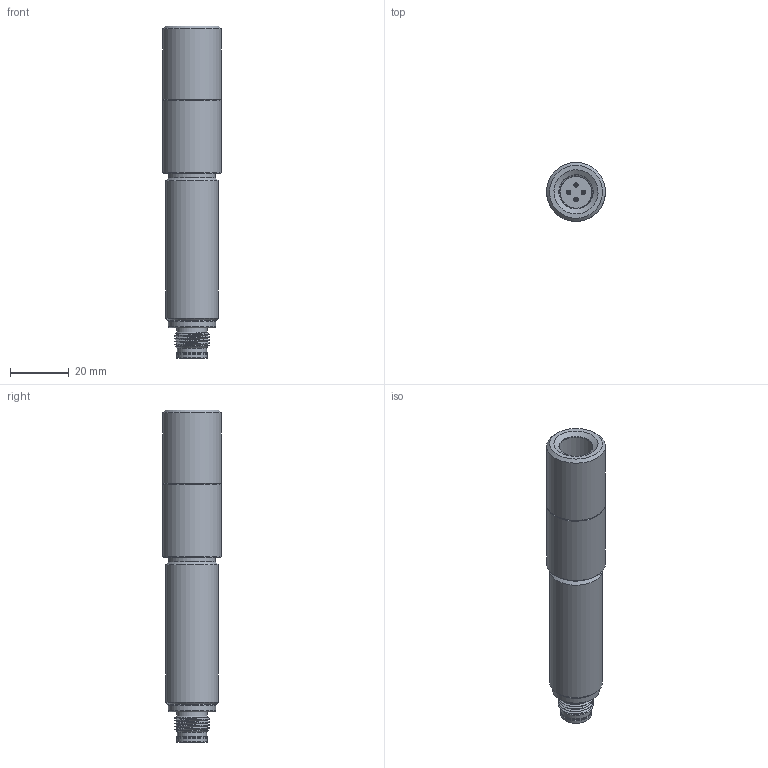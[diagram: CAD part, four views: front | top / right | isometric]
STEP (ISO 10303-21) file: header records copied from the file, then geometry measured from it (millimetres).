
FILE_DESCRIPTION(/* description */ (''),/* implementation_level */ '2;1');
FILE_SCHEMA (('AUTOMOTIVE_DESIGN { 1 0 10303 214 3 1 1 }'));
Length unit declared in the file: millimetre
Products named in the file (4): lwpro_v10; front_rev8; back_m18x1_rev1; m12_4p_realthread
Assembly tree (3 placements, depth 2):
  lwpro_v10
    front_rev8
    back_m18x1_rev1
    m12_4p_realthread
Bounding box: 19.97 x 19.97 x 112.8 mm (x, y, z)
Volume: 13201.1 mm3; surface area: 12929 mm2
Topology: 3 solids, 3 shells, 106 faces, 264 edges, 171 vertices
Faces by surface type: cylinder 43, cone 24, plane 17, torus 15, sphere 4, bspline 3
Full cylindrical faces by diameter (mm): 0.75 x4, 1 x4, 1.5 x4, 10 x1, 10.4 x3, 10.8 x1, 10.917 x1, 11.5 x1, 12 x4, 13 x1, 16 x2, 16.1 x1, 17.459 x2, 18 x3, 18.4 x1, 20 x2
Entity records: 4748 total; most frequent: CARTESIAN_POINT 1902, DIRECTION 598, ORIENTED_EDGE 512, AXIS2_PLACEMENT_3D 264, EDGE_CURVE 256, VERTEX_POINT 171, CIRCLE 153, EDGE_LOOP 125
